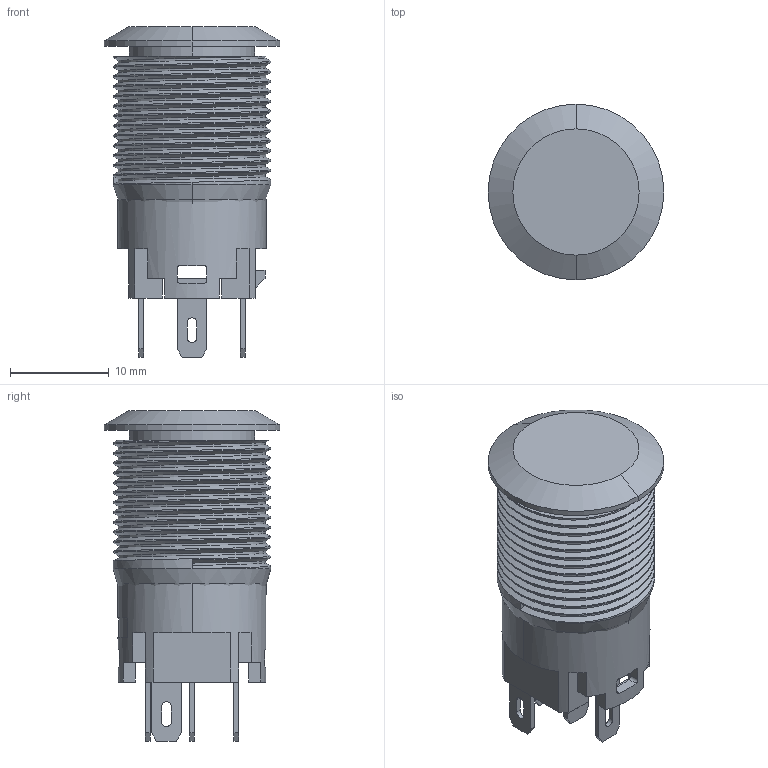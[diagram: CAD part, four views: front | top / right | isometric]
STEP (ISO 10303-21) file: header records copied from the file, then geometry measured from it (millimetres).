
FILE_DESCRIPTION (( 'STEP AP203' ), '1' );
FILE_NAME ('Push Button M16.STEP', '2024-07-28T12:56:57', ( '' ), ( '' ), 'SwSTEP 2.0', 'SolidWorks 2024', '' );
FILE_SCHEMA (( 'CONFIG_CONTROL_DESIGN' ));
Length unit declared in the file: millimetre
Products named in the file (5): Part3^Push Button M16; контактная площадка LED_контактная площадка LED; Push Button M16; Контакт_Контакт; Контакт(Mirror)_Контакт(Mirror)
Assembly tree (7 placements, depth 2):
  Push Button M16
    контактная площадка LED_контактная площадка LED
    Контакт_Контакт  x4
    Контакт(Mirror)_Контакт(Mirror)
    Part3^Push Button M16
Bounding box: 17.8 x 17.8 x 33.5 mm (x, y, z)
Volume: 4125.7 mm3; surface area: 3278.6 mm2
Topology: 7 solids, 7 shells, 240 faces, 668 edges, 441 vertices
Faces by surface type: plane 157, cylinder 76, cone 4, bspline 3
Entity records: 9640 total; most frequent: CARTESIAN_POINT 3893, ORIENTED_EDGE 1156, DIRECTION 980, EDGE_CURVE 578, LINE 388, VECTOR 388, VERTEX_POINT 381, AXIS2_PLACEMENT_3D 296
